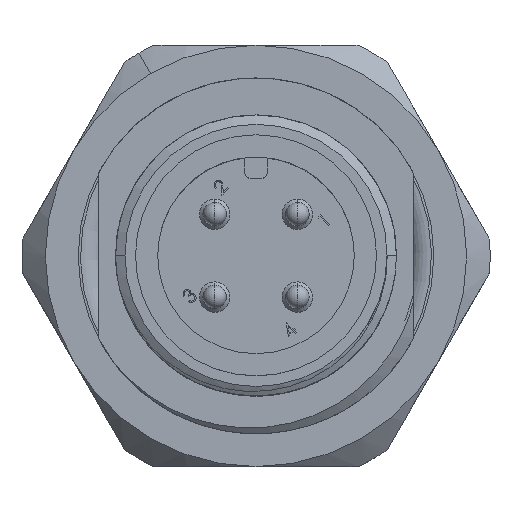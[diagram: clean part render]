
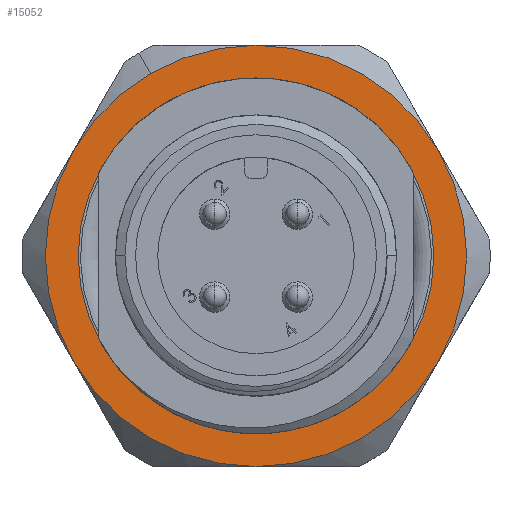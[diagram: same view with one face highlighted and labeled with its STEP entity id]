
A CAD part, top view. The second image highlights one B-rep face of the part: STEP entity #15052.
In plain terms, the highlighted face is planar.
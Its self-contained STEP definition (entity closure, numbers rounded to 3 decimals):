
#1905 = ORIENTED_EDGE ( 'NONE', *, *, #5523, .T. ) ;
#1906 = ORIENTED_EDGE ( 'NONE', *, *, #5525, .T. ) ;
#1907 = ORIENTED_EDGE ( 'NONE', *, *, #5528, .T. ) ;
#1909 = ORIENTED_EDGE ( 'NONE', *, *, #5515, .T. ) ;
#1910 = ORIENTED_EDGE ( 'NONE', *, *, #5517, .T. ) ;
#1911 = ORIENTED_EDGE ( 'NONE', *, *, #5474, .T. ) ;
#1912 = ORIENTED_EDGE ( 'NONE', *, *, #5519, .T. ) ;
#1913 = ORIENTED_EDGE ( 'NONE', *, *, #5531, .T. ) ;
#1914 = ORIENTED_EDGE ( 'NONE', *, *, #5471, .T. ) ;
#1952 = VERTEX_POINT ( 'NONE', #3074 ) ;
#1953 = VERTEX_POINT ( 'NONE', #3073 ) ;
#1960 = VERTEX_POINT ( 'NONE', #3068 ) ;
#1966 = VERTEX_POINT ( 'NONE', #3064 ) ;
#2168 = CIRCLE ( 'NONE', #5038, 9. ) ;
#2171 = CIRCLE ( 'NONE', #5040, 9. ) ;
#2174 = CIRCLE ( 'NONE', #5039, 9. ) ;
#2175 = CIRCLE ( 'NONE', #5041, 9. ) ;
#2177 = CIRCLE ( 'NONE', #5036, 7.6 ) ;
#2180 = CIRCLE ( 'NONE', #5043, 9. ) ;
#2202 = CIRCLE ( 'NONE', #5042, 9. ) ;
#2243 = CIRCLE ( 'NONE', #5061, 9. ) ;
#2257 = CIRCLE ( 'NONE', #5063, 7.6 ) ;
#3064 = CARTESIAN_POINT ( 'NONE',  ( 7.6, 0., 0. ) ) ;
#3068 = CARTESIAN_POINT ( 'NONE',  ( 9., 0., 0. ) ) ;
#3073 = CARTESIAN_POINT ( 'NONE',  ( -7.6, 0., 0. ) ) ;
#3074 = CARTESIAN_POINT ( 'NONE',  ( 7.794, -4.5, 0. ) ) ;
#4350 = FACE_BOUND ( 'NONE', #6223, .T. ) ;
#4353 = FACE_OUTER_BOUND ( 'NONE', #6225, .T. ) ;
#5036 = AXIS2_PLACEMENT_3D ( 'NONE', #15971, #15972, #15973 ) ;
#5038 = AXIS2_PLACEMENT_3D ( 'NONE', #15956, #15957, #15958 ) ;
#5039 = AXIS2_PLACEMENT_3D ( 'NONE', #15939, #15940, #15941 ) ;
#5040 = AXIS2_PLACEMENT_3D ( 'NONE', #15928, #15929, #15930 ) ;
#5041 = AXIS2_PLACEMENT_3D ( 'NONE', #15903, #15904, #15905 ) ;
#5042 = AXIS2_PLACEMENT_3D ( 'NONE', #15893, #15894, #15895 ) ;
#5043 = AXIS2_PLACEMENT_3D ( 'NONE', #15882, #15883, #15884 ) ;
#5061 = AXIS2_PLACEMENT_3D ( 'NONE', #15774, #15775, #15776 ) ;
#5063 = AXIS2_PLACEMENT_3D ( 'NONE', #15766, #15767, #15768 ) ;
#5471 = EDGE_CURVE ( 'NONE', #1953, #1966, #2257, .T. ) ;
#5474 = EDGE_CURVE ( 'NONE', #1960, #1952, #2243, .T. ) ;
#5515 = EDGE_CURVE ( 'NONE', #6131, #6138, #2180, .T. ) ;
#5517 = EDGE_CURVE ( 'NONE', #6138, #1960, #2202, .T. ) ;
#5519 = EDGE_CURVE ( 'NONE', #1952, #6142, #2175, .T. ) ;
#5523 = EDGE_CURVE ( 'NONE', #6142, #6136, #2171, .T. ) ;
#5525 = EDGE_CURVE ( 'NONE', #6136, #6139, #2174, .T. ) ;
#5528 = EDGE_CURVE ( 'NONE', #6139, #6131, #2168, .T. ) ;
#5531 = EDGE_CURVE ( 'NONE', #1966, #1953, #2177, .T. ) ;
#6131 = VERTEX_POINT ( 'NONE', #14341 ) ;
#6136 = VERTEX_POINT ( 'NONE', #14345 ) ;
#6138 = VERTEX_POINT ( 'NONE', #14347 ) ;
#6139 = VERTEX_POINT ( 'NONE', #14348 ) ;
#6142 = VERTEX_POINT ( 'NONE', #14351 ) ;
#6223 = EDGE_LOOP ( 'NONE', ( #1913, #1914 ) ) ;
#6225 = EDGE_LOOP ( 'NONE', ( #1905, #1906, #1907, #1909, #1910, #1911, #1912 ) ) ;
#6854 = CARTESIAN_POINT ( 'NONE',  ( 0., 0., 0. ) ) ;
#6860 = PLANE ( 'NONE',  #14717 ) ;
#6862 = DIRECTION ( 'NONE',  ( 0., 0., 1. ) ) ;
#6863 = DIRECTION ( 'NONE',  ( 1., 0., 0. ) ) ;
#14341 = CARTESIAN_POINT ( 'NONE',  ( 0., 9., 0. ) ) ;
#14345 = CARTESIAN_POINT ( 'NONE',  ( -7.794, -4.5, 0. ) ) ;
#14347 = CARTESIAN_POINT ( 'NONE',  ( 7.794, 4.5, 0. ) ) ;
#14348 = CARTESIAN_POINT ( 'NONE',  ( -7.794, 4.5, 0. ) ) ;
#14351 = CARTESIAN_POINT ( 'NONE',  ( 0., -9., 0. ) ) ;
#14717 = AXIS2_PLACEMENT_3D ( 'NONE', #6854, #6862, #6863 ) ;
#15052 = ADVANCED_FACE ( 'NONE', ( #4353, #4350 ), #6860, .F. ) ;
#15766 = CARTESIAN_POINT ( 'NONE',  ( 0., 0., 0. ) ) ;
#15767 = DIRECTION ( 'NONE',  ( 0., 0., 1. ) ) ;
#15768 = DIRECTION ( 'NONE',  ( 1., 0., 0. ) ) ;
#15774 = CARTESIAN_POINT ( 'NONE',  ( 0., 0., 0. ) ) ;
#15775 = DIRECTION ( 'NONE',  ( 0., 0., -1. ) ) ;
#15776 = DIRECTION ( 'NONE',  ( 1., 0., 0. ) ) ;
#15882 = CARTESIAN_POINT ( 'NONE',  ( 0., 0., 0. ) ) ;
#15883 = DIRECTION ( 'NONE',  ( 0., 0., -1. ) ) ;
#15884 = DIRECTION ( 'NONE',  ( 1., 0., 0. ) ) ;
#15893 = CARTESIAN_POINT ( 'NONE',  ( 0., 0., 0. ) ) ;
#15894 = DIRECTION ( 'NONE',  ( 0., 0., -1. ) ) ;
#15895 = DIRECTION ( 'NONE',  ( 1., 0., 0. ) ) ;
#15903 = CARTESIAN_POINT ( 'NONE',  ( 0., 0., 0. ) ) ;
#15904 = DIRECTION ( 'NONE',  ( 0., 0., -1. ) ) ;
#15905 = DIRECTION ( 'NONE',  ( 1., 0., 0. ) ) ;
#15928 = CARTESIAN_POINT ( 'NONE',  ( 0., 0., 0. ) ) ;
#15929 = DIRECTION ( 'NONE',  ( 0., 0., -1. ) ) ;
#15930 = DIRECTION ( 'NONE',  ( 1., 0., 0. ) ) ;
#15939 = CARTESIAN_POINT ( 'NONE',  ( 0., 0., 0. ) ) ;
#15940 = DIRECTION ( 'NONE',  ( 0., 0., -1. ) ) ;
#15941 = DIRECTION ( 'NONE',  ( 1., 0., 0. ) ) ;
#15956 = CARTESIAN_POINT ( 'NONE',  ( 0., 0., 0. ) ) ;
#15957 = DIRECTION ( 'NONE',  ( 0., 0., -1. ) ) ;
#15958 = DIRECTION ( 'NONE',  ( 1., 0., 0. ) ) ;
#15971 = CARTESIAN_POINT ( 'NONE',  ( 0., 0., 0. ) ) ;
#15972 = DIRECTION ( 'NONE',  ( 0., 0., 1. ) ) ;
#15973 = DIRECTION ( 'NONE',  ( 1., 0., 0. ) ) ;
